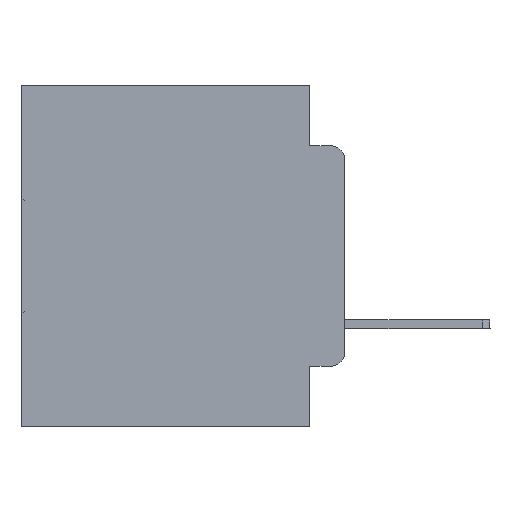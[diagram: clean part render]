
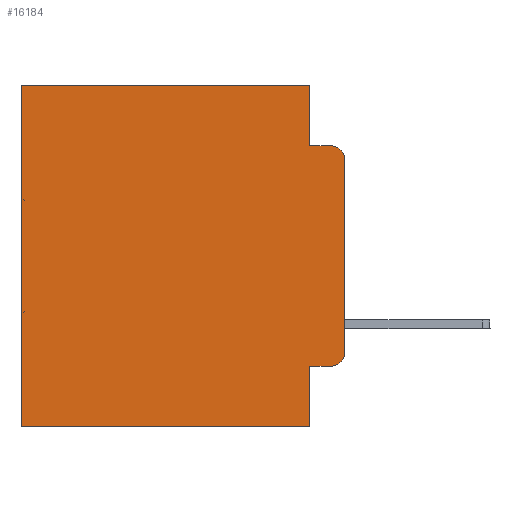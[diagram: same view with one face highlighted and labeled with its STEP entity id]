
A CAD part, left-side view. The second image highlights one B-rep face of the part: STEP entity #16184.
In plain terms, the highlighted planar face has unit normal (-1, 0, 0).
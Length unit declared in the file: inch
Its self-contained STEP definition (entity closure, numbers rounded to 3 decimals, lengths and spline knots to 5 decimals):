
#128 = DIRECTION ( 'NONE',  ( 0., 0., -1. ) ) ;
#497 = DIRECTION ( 'NONE',  ( 0., 1., 0. ) ) ;
#633 = VERTEX_POINT ( 'NONE', #1218 ) ;
#842 = EDGE_CURVE ( 'NONE', #25613, #13905, #25851, .T. ) ;
#1218 = CARTESIAN_POINT ( 'NONE',  ( 0.298, 0., -0.3915 ) ) ;
#1328 = DIRECTION ( 'NONE',  ( 0., 0., -1. ) ) ;
#1715 = LINE ( 'NONE', #18844, #5544 ) ;
#1886 = CARTESIAN_POINT ( 'NONE',  ( 0.298, 0., 0. ) ) ;
#2163 = CARTESIAN_POINT ( 'NONE',  ( 0.298, 0.473, 0. ) ) ;
#2782 = CARTESIAN_POINT ( 'NONE',  ( 0.298, 0.051, -0.5 ) ) ;
#3069 = CARTESIAN_POINT ( 'NONE',  ( 0.298, 0., -0.1085 ) ) ;
#3625 = ORIENTED_EDGE ( 'NONE', *, *, #16300, .T. ) ;
#4273 = DIRECTION ( 'NONE',  ( 1., 0., 0. ) ) ;
#4329 = CARTESIAN_POINT ( 'NONE',  ( 0.298, 0.051, -0.0885 ) ) ;
#5264 = VECTOR ( 'NONE', #31559, 39.37008 ) ;
#5531 = CARTESIAN_POINT ( 'NONE',  ( 0.298, 0.473, 0. ) ) ;
#5544 = VECTOR ( 'NONE', #31288, 39.37008 ) ;
#5590 = CARTESIAN_POINT ( 'NONE',  ( 0.298, 0.02, -0.0885 ) ) ;
#5912 = CARTESIAN_POINT ( 'NONE',  ( 0.298, 0.051, 0. ) ) ;
#6481 = LINE ( 'NONE', #30014, #11497 ) ;
#6597 = ORIENTED_EDGE ( 'NONE', *, *, #842, .T. ) ;
#6941 = CARTESIAN_POINT ( 'NONE',  ( 0.298, 0.051, 0. ) ) ;
#7250 = ORIENTED_EDGE ( 'NONE', *, *, #12574, .F. ) ;
#7258 = VERTEX_POINT ( 'NONE', #2782 ) ;
#7896 = AXIS2_PLACEMENT_3D ( 'NONE', #1886, #4273, #23954 ) ;
#8719 = VECTOR ( 'NONE', #21139, 39.37008 ) ;
#9055 = DIRECTION ( 'NONE',  ( 0., 0., -1. ) ) ;
#10055 = EDGE_CURVE ( 'NONE', #18386, #17502, #14633, .T. ) ;
#10998 = LINE ( 'NONE', #20075, #29931 ) ;
#11497 = VECTOR ( 'NONE', #12595, 39.37008 ) ;
#11571 = CARTESIAN_POINT ( 'NONE',  ( 0.298, 0.02, -0.4115 ) ) ;
#12044 = VERTEX_POINT ( 'NONE', #3069 ) ;
#12181 = EDGE_LOOP ( 'NONE', ( #26320, #21932, #14400, #27173, #6597, #26345, #7250, #21135, #3625, #14708 ) ) ;
#12209 = VERTEX_POINT ( 'NONE', #13150 ) ;
#12574 = EDGE_CURVE ( 'NONE', #7258, #12209, #1715, .T. ) ;
#12595 = DIRECTION ( 'NONE',  ( 0., 0., -1. ) ) ;
#13150 = CARTESIAN_POINT ( 'NONE',  ( 0.298, 0.473, -0.5 ) ) ;
#13333 = LINE ( 'NONE', #31315, #8719 ) ;
#13905 = VERTEX_POINT ( 'NONE', #2163 ) ;
#14108 = CARTESIAN_POINT ( 'NONE',  ( 0.298, 0.051, -0.4115 ) ) ;
#14400 = ORIENTED_EDGE ( 'NONE', *, *, #10055, .F. ) ;
#14633 = LINE ( 'NONE', #4329, #15398 ) ;
#14708 = ORIENTED_EDGE ( 'NONE', *, *, #30796, .T. ) ;
#14892 = DIRECTION ( 'NONE',  ( 0., -1., 0. ) ) ;
#15036 = CARTESIAN_POINT ( 'NONE',  ( 0.298, 0.051, -0.0885 ) ) ;
#15312 = CARTESIAN_POINT ( 'NONE',  ( 0.298, 0., 0. ) ) ;
#15375 = VECTOR ( 'NONE', #497, 39.37008 ) ;
#15398 = VECTOR ( 'NONE', #18796, 39.37008 ) ;
#16007 = DIRECTION ( 'NONE',  ( -1., 0., 0. ) ) ;
#16184 = ADVANCED_FACE ( 'NONE', ( #18725 ), #26518, .F. ) ;
#16300 = EDGE_CURVE ( 'NONE', #28464, #26513, #10998, .T. ) ;
#17361 = EDGE_CURVE ( 'NONE', #12044, #17502, #28296, .T. ) ;
#17502 = VERTEX_POINT ( 'NONE', #5590 ) ;
#18386 = VERTEX_POINT ( 'NONE', #15036 ) ;
#18725 = FACE_OUTER_BOUND ( 'NONE', #12181, .T. ) ;
#18796 = DIRECTION ( 'NONE',  ( 0., -1., 0. ) ) ;
#18844 = CARTESIAN_POINT ( 'NONE',  ( 0.298, 0., -0.5 ) ) ;
#19683 = DIRECTION ( 'NONE',  ( -1., 0., 0. ) ) ;
#20075 = CARTESIAN_POINT ( 'NONE',  ( 0.298, 0.051, -0.4115 ) ) ;
#21135 = ORIENTED_EDGE ( 'NONE', *, *, #22545, .F. ) ;
#21139 = DIRECTION ( 'NONE',  ( 0., 0., -1. ) ) ;
#21932 = ORIENTED_EDGE ( 'NONE', *, *, #17361, .T. ) ;
#22005 = EDGE_CURVE ( 'NONE', #13905, #12209, #28963, .T. ) ;
#22545 = EDGE_CURVE ( 'NONE', #28464, #7258, #28907, .T. ) ;
#22689 = EDGE_CURVE ( 'NONE', #25613, #18386, #6481, .T. ) ;
#23954 = DIRECTION ( 'NONE',  ( 0., 0., -1. ) ) ;
#24102 = EDGE_CURVE ( 'NONE', #12044, #633, #13333, .T. ) ;
#25613 = VERTEX_POINT ( 'NONE', #5912 ) ;
#25851 = LINE ( 'NONE', #15312, #15375 ) ;
#25854 = CARTESIAN_POINT ( 'NONE',  ( 0.298, 0.02, -0.1085 ) ) ;
#26320 = ORIENTED_EDGE ( 'NONE', *, *, #24102, .F. ) ;
#26345 = ORIENTED_EDGE ( 'NONE', *, *, #22005, .T. ) ;
#26513 = VERTEX_POINT ( 'NONE', #11571 ) ;
#26518 = PLANE ( 'NONE',  #7896 ) ;
#27050 = CIRCLE ( 'NONE', #27903, 0.02 ) ;
#27141 = CARTESIAN_POINT ( 'NONE',  ( 0.298, 0.02, -0.3915 ) ) ;
#27173 = ORIENTED_EDGE ( 'NONE', *, *, #22689, .F. ) ;
#27903 = AXIS2_PLACEMENT_3D ( 'NONE', #27141, #19683, #128 ) ;
#28296 = CIRCLE ( 'NONE', #31837, 0.02 ) ;
#28464 = VERTEX_POINT ( 'NONE', #14108 ) ;
#28907 = LINE ( 'NONE', #6941, #5264 ) ;
#28963 = LINE ( 'NONE', #5531, #31635 ) ;
#29931 = VECTOR ( 'NONE', #14892, 39.37008 ) ;
#30014 = CARTESIAN_POINT ( 'NONE',  ( 0.298, 0.051, 0. ) ) ;
#30796 = EDGE_CURVE ( 'NONE', #26513, #633, #27050, .T. ) ;
#31288 = DIRECTION ( 'NONE',  ( 0., 1., 0. ) ) ;
#31315 = CARTESIAN_POINT ( 'NONE',  ( 0.298, 0., 0. ) ) ;
#31559 = DIRECTION ( 'NONE',  ( 0., 0., -1. ) ) ;
#31635 = VECTOR ( 'NONE', #9055, 39.37008 ) ;
#31837 = AXIS2_PLACEMENT_3D ( 'NONE', #25854, #16007, #1328 ) ;
